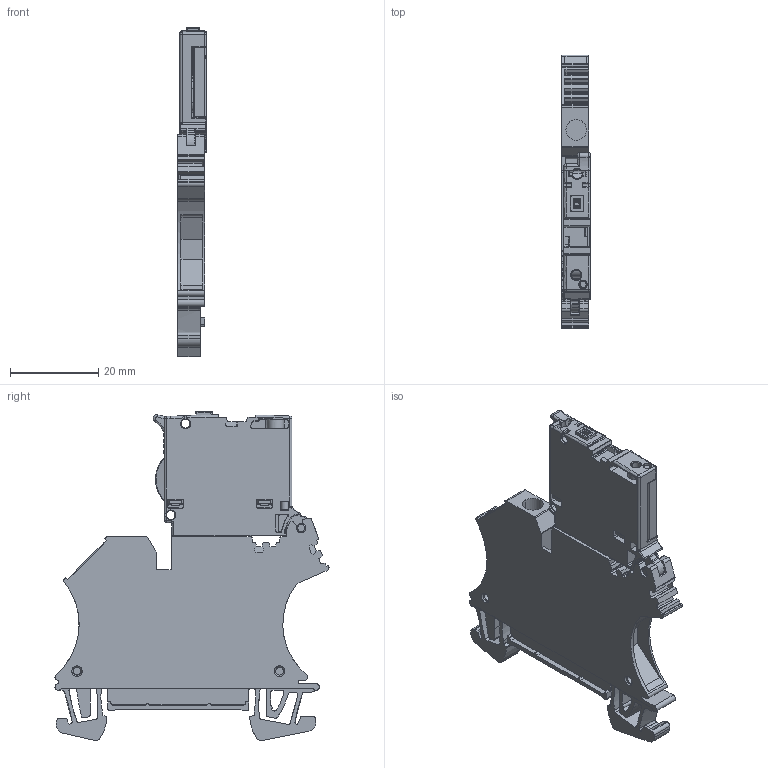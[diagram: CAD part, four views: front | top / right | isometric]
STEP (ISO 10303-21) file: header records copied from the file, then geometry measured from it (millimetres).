
FILE_DESCRIPTION(('CATIA V5R24 STEP','CAx-IF Rec.Pracs.--- Model Styling and Organization---1.2---2011-12-15'),'2;1');
FILE_NAME('2562070000.stp','2018-08-01T07:29:49+00:00',('Weidmueller Interface'),('WI'),'CATIA Version 5-6 Release 2014 SP4 HF52','CATIA V5 STEP AP214','none');
FILE_SCHEMA(('AUTOMOTIVE_DESIGN { 1 0 10303 214 1 1 1 1 }'));
Products named in the file (1): 2561900000
Bounding box: 6.51 x 62.23 x 74.71 mm (x, y, z)
Volume: 14001.6 mm3; surface area: 14292.7 mm2
Topology: 4 solids, 5 shells, 2890 faces, 8060 edges, 5164 vertices
Faces by surface type: plane 1420, cylinder 1031, cone 150, bspline 121, torus 112, sphere 34, extrusion 22
Entity records: 103332 total; most frequent: CARTESIAN_POINT 31595, ORIENTED_EDGE 16056, DIRECTION 11499, EDGE_CURVE 8028, VERTEX_POINT 5164, VECTOR 4953, LINE 4931, AXIS2_PLACEMENT_3D 4056
